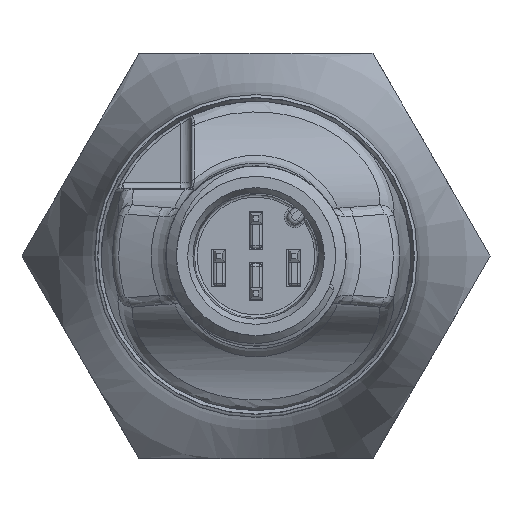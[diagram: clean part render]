
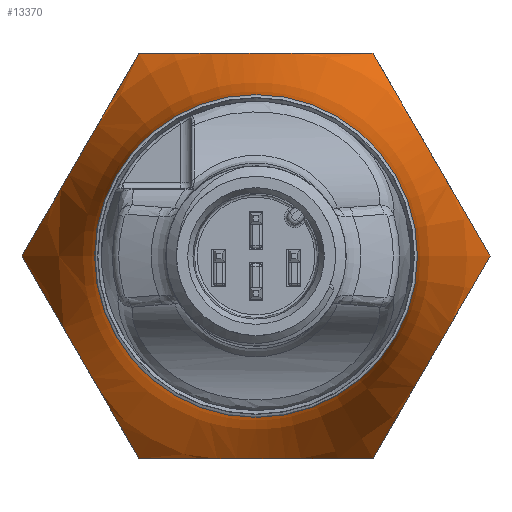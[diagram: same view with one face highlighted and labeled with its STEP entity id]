
A CAD part, front view. The second image highlights one B-rep face of the part: STEP entity #13370.
In plain terms, the highlighted toroidal (fillet/blend) face has major radius 40.75 mm and minor radius 30 mm.
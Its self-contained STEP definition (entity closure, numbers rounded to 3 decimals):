
#128=TOROIDAL_SURFACE('',#14055,40.75,30.);
#258=B_SPLINE_CURVE_WITH_KNOTS('',3,(#18174,#18175,#18176,#18177,#18178,
#18179,#18180,#18181,#18182,#18183),.UNSPECIFIED.,.F.,.F.,(4,1,1,1,1,1,
1,4),(0.,0.004,0.007,0.009,
0.011,0.013,0.015,0.018),
 .UNSPECIFIED.);
#259=B_SPLINE_CURVE_WITH_KNOTS('',3,(#18186,#18187,#18188,#18189,#18190,
#18191,#18192,#18193,#18194,#18195),.UNSPECIFIED.,.F.,.F.,(4,1,1,1,1,1,
1,4),(0.,0.004,0.007,0.009,
0.011,0.013,0.015,0.018),
 .UNSPECIFIED.);
#260=B_SPLINE_CURVE_WITH_KNOTS('',3,(#18197,#18198,#18199,#18200,#18201,
#18202,#18203,#18204,#18205,#18206),.UNSPECIFIED.,.F.,.F.,(4,1,1,1,1,1,
1,4),(0.342,0.344,0.346,0.348,
0.351,0.353,0.355,0.359),
 .UNSPECIFIED.);
#261=B_SPLINE_CURVE_WITH_KNOTS('',3,(#18208,#18209,#18210,#18211,#18212,
#18213,#18214,#18215,#18216,#18217),.UNSPECIFIED.,.F.,.F.,(4,1,1,1,1,1,
1,4),(0.,0.004,0.007,0.009,
0.011,0.013,0.015,0.018),
 .UNSPECIFIED.);
#262=B_SPLINE_CURVE_WITH_KNOTS('',3,(#18219,#18220,#18221,#18222,#18223,
#18224,#18225,#18226,#18227,#18228),.UNSPECIFIED.,.F.,.F.,(4,1,1,1,1,1,
1,4),(0.,0.004,0.007,0.009,
0.011,0.013,0.015,0.018),
 .UNSPECIFIED.);
#263=B_SPLINE_CURVE_WITH_KNOTS('',3,(#18230,#18231,#18232,#18233,#18234,
#18235,#18236,#18237,#18238,#18239),.UNSPECIFIED.,.F.,.F.,(4,1,1,1,1,1,
1,4),(0.342,0.344,0.346,0.348,
0.351,0.353,0.355,0.359),
 .UNSPECIFIED.);
#813=CIRCLE('',#14054,10.75);
#1588=ORIENTED_EDGE('',*,*,#4236,.T.);
#1589=ORIENTED_EDGE('',*,*,#4237,.T.);
#1590=ORIENTED_EDGE('',*,*,#4238,.T.);
#1591=ORIENTED_EDGE('',*,*,#4239,.T.);
#1592=ORIENTED_EDGE('',*,*,#4240,.T.);
#1593=ORIENTED_EDGE('',*,*,#4241,.T.);
#1594=ORIENTED_EDGE('',*,*,#4235,.T.);
#4235=EDGE_CURVE('',#5587,#5587,#813,.T.);
#4236=EDGE_CURVE('',#5588,#5589,#258,.T.);
#4237=EDGE_CURVE('',#5589,#5590,#259,.T.);
#4238=EDGE_CURVE('',#5590,#5591,#260,.T.);
#4239=EDGE_CURVE('',#5591,#5592,#261,.T.);
#4240=EDGE_CURVE('',#5592,#5593,#262,.T.);
#4241=EDGE_CURVE('',#5593,#5588,#263,.T.);
#5587=VERTEX_POINT('',#18172);
#5588=VERTEX_POINT('',#18184);
#5589=VERTEX_POINT('',#18185);
#5590=VERTEX_POINT('',#18196);
#5591=VERTEX_POINT('',#18207);
#5592=VERTEX_POINT('',#18218);
#5593=VERTEX_POINT('',#18229);
#7723=EDGE_LOOP('',(#1588,#1589,#1590,#1591,#1592,#1593));
#7724=EDGE_LOOP('',(#1594));
#8397=FACE_BOUND('',#7723,.T.);
#8398=FACE_BOUND('',#7724,.T.);
#13370=ADVANCED_FACE('',(#8397,#8398),#128,.F.);
#14054=AXIS2_PLACEMENT_3D('',#18171,#15361,#15362);
#14055=AXIS2_PLACEMENT_3D('',#18173,#15363,#15364);
#15361=DIRECTION('',(0.,1.,0.));
#15362=DIRECTION('',(-1.,0.,0.));
#15363=DIRECTION('',(0.,1.,0.));
#15364=DIRECTION('',(-1.,0.,0.));
#18171=CARTESIAN_POINT('',(0.,-50.,0.));
#18172=CARTESIAN_POINT('',(-10.75,-50.,0.));
#18173=CARTESIAN_POINT('',(0.,-50.,0.));
#18174=CARTESIAN_POINT('',(7.794,-33.663,-13.5));
#18175=CARTESIAN_POINT('',(8.378,-34.563,-12.488));
#18176=CARTESIAN_POINT('',(9.269,-35.893,-10.946));
#18177=CARTESIAN_POINT('',(10.596,-37.18,-8.648));
#18178=CARTESIAN_POINT('',(11.698,-37.591,-6.738));
#18179=CARTESIAN_POINT('',(12.801,-37.17,-4.827));
#18180=CARTESIAN_POINT('',(13.8,-36.195,-3.098));
#18181=CARTESIAN_POINT('',(14.712,-34.991,-1.518));
#18182=CARTESIAN_POINT('',(15.298,-34.11,-0.503));
#18183=CARTESIAN_POINT('',(15.588,-33.663,0.));
#18184=CARTESIAN_POINT('',(7.794,-33.663,-13.5));
#18185=CARTESIAN_POINT('',(15.588,-33.663,0.));
#18186=CARTESIAN_POINT('',(15.588,-33.663,0.));
#18187=CARTESIAN_POINT('',(15.004,-34.563,1.012));
#18188=CARTESIAN_POINT('',(14.114,-35.893,2.554));
#18189=CARTESIAN_POINT('',(12.787,-37.18,4.852));
#18190=CARTESIAN_POINT('',(11.685,-37.591,6.762));
#18191=CARTESIAN_POINT('',(10.581,-37.17,8.673));
#18192=CARTESIAN_POINT('',(9.583,-36.195,10.402));
#18193=CARTESIAN_POINT('',(8.671,-34.991,11.982));
#18194=CARTESIAN_POINT('',(8.085,-34.11,12.997));
#18195=CARTESIAN_POINT('',(7.794,-33.663,13.5));
#18196=CARTESIAN_POINT('',(7.794,-33.663,13.5));
#18197=CARTESIAN_POINT('',(7.794,-33.663,13.5));
#18198=CARTESIAN_POINT('',(7.192,-34.126,13.5));
#18199=CARTESIAN_POINT('',(5.977,-35.04,13.5));
#18200=CARTESIAN_POINT('',(4.068,-36.285,13.5));
#18201=CARTESIAN_POINT('',(1.995,-37.26,13.5));
#18202=CARTESIAN_POINT('',(-0.31,-37.581,13.5));
#18203=CARTESIAN_POINT('',(-2.388,-37.096,13.5));
#18204=CARTESIAN_POINT('',(-4.962,-35.81,13.5));
#18205=CARTESIAN_POINT('',(-6.663,-34.534,13.5));
#18206=CARTESIAN_POINT('',(-7.794,-33.663,13.5));
#18207=CARTESIAN_POINT('',(-7.794,-33.663,13.5));
#18208=CARTESIAN_POINT('',(-7.794,-33.663,13.5));
#18209=CARTESIAN_POINT('',(-8.378,-34.563,12.488));
#18210=CARTESIAN_POINT('',(-9.269,-35.893,10.946));
#18211=CARTESIAN_POINT('',(-10.596,-37.18,8.648));
#18212=CARTESIAN_POINT('',(-11.698,-37.591,6.738));
#18213=CARTESIAN_POINT('',(-12.801,-37.17,4.827));
#18214=CARTESIAN_POINT('',(-13.8,-36.195,3.098));
#18215=CARTESIAN_POINT('',(-14.712,-34.991,1.518));
#18216=CARTESIAN_POINT('',(-15.298,-34.11,0.503));
#18217=CARTESIAN_POINT('',(-15.588,-33.663,0.));
#18218=CARTESIAN_POINT('',(-15.588,-33.663,0.));
#18219=CARTESIAN_POINT('',(-15.588,-33.663,0.));
#18220=CARTESIAN_POINT('',(-15.004,-34.563,-1.012));
#18221=CARTESIAN_POINT('',(-14.114,-35.893,-2.554));
#18222=CARTESIAN_POINT('',(-12.787,-37.18,-4.852));
#18223=CARTESIAN_POINT('',(-11.685,-37.591,-6.762));
#18224=CARTESIAN_POINT('',(-10.581,-37.17,-8.673));
#18225=CARTESIAN_POINT('',(-9.583,-36.195,-10.402));
#18226=CARTESIAN_POINT('',(-8.671,-34.991,-11.982));
#18227=CARTESIAN_POINT('',(-8.085,-34.11,-12.997));
#18228=CARTESIAN_POINT('',(-7.794,-33.663,-13.5));
#18229=CARTESIAN_POINT('',(-7.794,-33.663,-13.5));
#18230=CARTESIAN_POINT('',(-7.794,-33.663,-13.5));
#18231=CARTESIAN_POINT('',(-7.192,-34.126,-13.5));
#18232=CARTESIAN_POINT('',(-5.977,-35.04,-13.5));
#18233=CARTESIAN_POINT('',(-4.068,-36.285,-13.5));
#18234=CARTESIAN_POINT('',(-1.995,-37.26,-13.5));
#18235=CARTESIAN_POINT('',(0.31,-37.581,-13.5));
#18236=CARTESIAN_POINT('',(2.388,-37.096,-13.5));
#18237=CARTESIAN_POINT('',(4.962,-35.81,-13.5));
#18238=CARTESIAN_POINT('',(6.663,-34.534,-13.5));
#18239=CARTESIAN_POINT('',(7.794,-33.663,-13.5));
